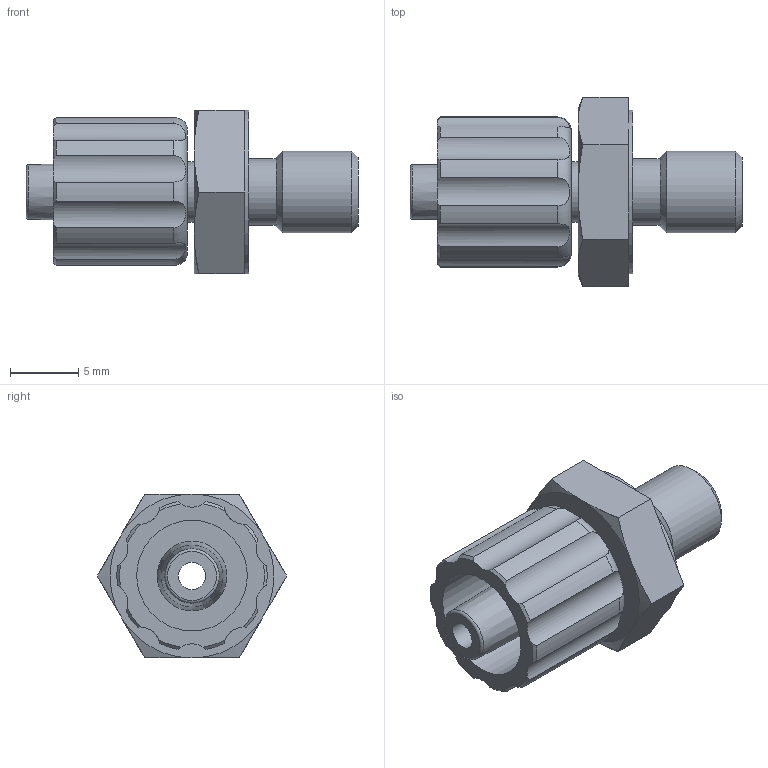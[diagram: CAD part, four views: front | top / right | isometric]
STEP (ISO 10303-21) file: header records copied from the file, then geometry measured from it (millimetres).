
FILE_DESCRIPTION( ( 'Unknown' ), '1' );
FILE_NAME( '560952-M6-SS_S00084_M6_Kunde.stp', 'Unknown', ( 'Schwinghammer Vitus' ), ( 'Vieweg' ), 'PSStep 17.0.49', 'Solid Edge ST8', ' ' );
FILE_SCHEMA( ( 'AUTOMOTIVE_DESIGN { 1 0 10303 214 1 1 1 1 }' ) );
Length unit declared in the file: millimetre
Products named in the file (3): Assem1; S00084-M6; HUB
Assembly tree (2 placements, depth 2):
  Assem1
    S00084-M6
    HUB
Bounding box: 24.3 x 13.86 x 12 mm (x, y, z)
Surface area: 1601.7 mm2 (no closed solid volume)
Topology: 0 solids, 71 shells, 71 faces, 326 edges, 312 vertices
Faces by surface type: cylinder 27, plane 21, cone 21, torus 2
Full cylindrical faces by diameter (mm): 2 x1, 4.4 x1, 4.5 x1, 4.9 x1, 6 x1, 8.1 x1, 12 x1
Entity records: 4226 total; most frequent: CARTESIAN_POINT 1238, DIRECTION 516, ORIENTED_EDGE 306, EDGE_CURVE 306, VERTEX_POINT 306, AXIS2_PLACEMENT_3D 220, CIRCLE 146, FACE_BOUND 94
